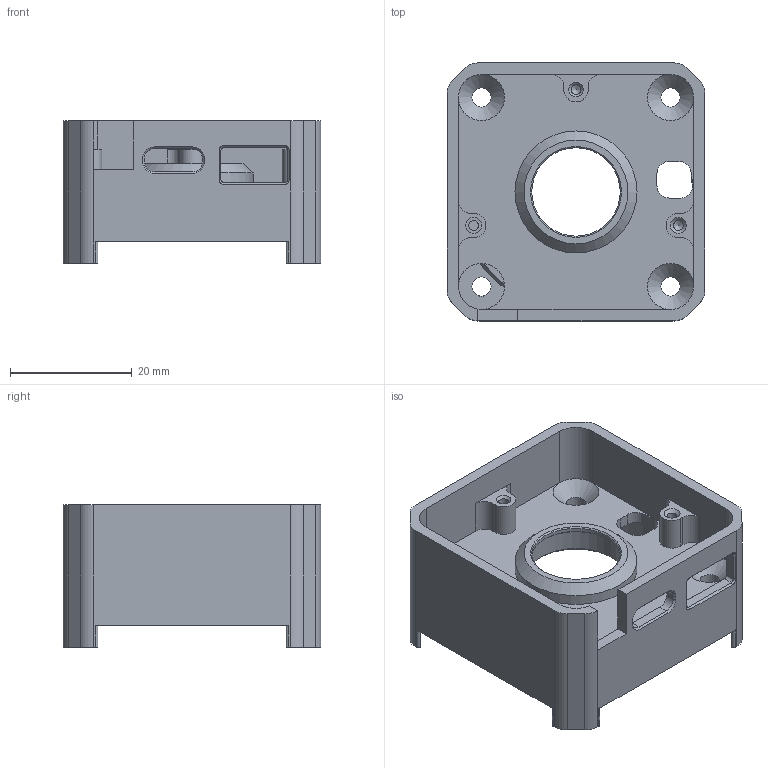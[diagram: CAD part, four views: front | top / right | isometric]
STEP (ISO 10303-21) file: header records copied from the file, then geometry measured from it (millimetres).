
FILE_DESCRIPTION(/* description */ (''),/* implementation_level */ '2;1');
FILE_NAME(/* name */ 'Servo v22.step',/* time_stamp */ '2023-08-07T09:40:27-07:00',/* author */ (''),/* organization */ (''),/* preprocessor_version */ 'ST-DEVELOPER v19.2',/* originating_system */ 'Autodesk Translation Framework v12.6.0.85',/* authorisation */ '');
FILE_SCHEMA (('AUTOMOTIVE_DESIGN { 1 0 10303 214 3 1 1 }'));
Length unit declared in the file: millimetre
Products named in the file (2): Servo; Component5
Assembly tree (1 placements, depth 2):
  Servo
    Component5
Bounding box: 42.3 x 42.3 x 23.35 mm (x, y, z)
Volume: 10573.8 mm3; surface area: 9635.9 mm2
Topology: 1 solids, 1 shells, 132 faces, 361 edges, 228 vertices
Faces by surface type: cylinder 56, plane 53, cone 23
Full cylindrical faces by diameter (mm): 1.623 x3, 3.15 x4, 14.5 x1, 16.01 x1, 20.01 x1, 38.3 x1
Entity records: 4409 total; most frequent: DIRECTION 767, CARTESIAN_POINT 735, ORIENTED_EDGE 716, EDGE_CURVE 358, AXIS2_PLACEMENT_3D 276, VERTEX_POINT 228, LINE 215, VECTOR 215
